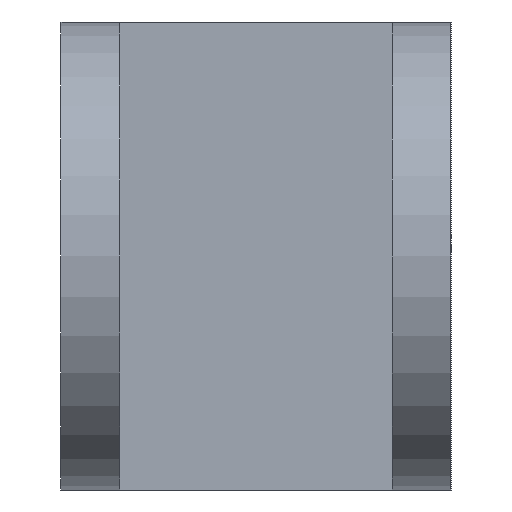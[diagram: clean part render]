
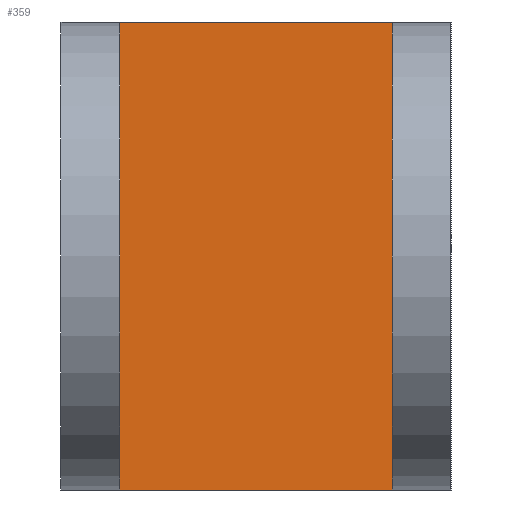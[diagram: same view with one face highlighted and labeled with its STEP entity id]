
A CAD part, left-side view. The second image highlights one B-rep face of the part: STEP entity #359.
In plain terms, the highlighted planar face has unit normal (-1, 0, 0).
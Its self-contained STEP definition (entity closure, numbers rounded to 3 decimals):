
#40 = CARTESIAN_POINT ( 'NONE',  ( 11.5, 8.5, 6. ) ) ;
#53 = LINE ( 'NONE', #190, #166 ) ;
#83 = DIRECTION ( 'NONE',  ( 1., 0., 0. ) ) ;
#98 = ORIENTED_EDGE ( 'NONE', *, *, #172, .T. ) ;
#100 = CARTESIAN_POINT ( 'NONE',  ( 11.5, 1.5, 6. ) ) ;
#116 = EDGE_CURVE ( 'NONE', #648, #595, #451, .T. ) ;
#136 = DIRECTION ( 'NONE',  ( 0., 0., -1. ) ) ;
#143 = LINE ( 'NONE', #446, #283 ) ;
#149 = CARTESIAN_POINT ( 'NONE',  ( 11.5, 1.5, -6. ) ) ;
#151 = DIRECTION ( 'NONE',  ( 0., -1., 0. ) ) ;
#162 = VECTOR ( 'NONE', #638, 1000. ) ;
#166 = VECTOR ( 'NONE', #151, 1000. ) ;
#172 = EDGE_CURVE ( 'NONE', #656, #595, #523, .T. ) ;
#190 = CARTESIAN_POINT ( 'NONE',  ( 11.5, 8.5, 6. ) ) ;
#280 = CARTESIAN_POINT ( 'NONE',  ( 11.5, 8.5, 6. ) ) ;
#283 = VECTOR ( 'NONE', #436, 1000. ) ;
#354 = ORIENTED_EDGE ( 'NONE', *, *, #415, .T. ) ;
#359 = ADVANCED_FACE ( 'NONE', ( #596 ), #379, .F. ) ;
#375 = VERTEX_POINT ( 'NONE', #280 ) ;
#379 = PLANE ( 'NONE',  #533 ) ;
#410 = CARTESIAN_POINT ( 'NONE',  ( 11.5, 8.5, -6. ) ) ;
#415 = EDGE_CURVE ( 'NONE', #375, #656, #143, .T. ) ;
#436 = DIRECTION ( 'NONE',  ( 0., 0., -1. ) ) ;
#446 = CARTESIAN_POINT ( 'NONE',  ( 11.5, 8.5, 6. ) ) ;
#451 = LINE ( 'NONE', #100, #504 ) ;
#454 = DIRECTION ( 'NONE',  ( 0., 0., -1. ) ) ;
#504 = VECTOR ( 'NONE', #454, 1000. ) ;
#523 = LINE ( 'NONE', #642, #162 ) ;
#526 = CARTESIAN_POINT ( 'NONE',  ( 11.5, 1.5, 6. ) ) ;
#533 = AXIS2_PLACEMENT_3D ( 'NONE', #40, #83, #136 ) ;
#536 = EDGE_CURVE ( 'NONE', #375, #648, #53, .T. ) ;
#584 = ORIENTED_EDGE ( 'NONE', *, *, #536, .F. ) ;
#595 = VERTEX_POINT ( 'NONE', #149 ) ;
#596 = FACE_OUTER_BOUND ( 'NONE', #597, .T. ) ;
#597 = EDGE_LOOP ( 'NONE', ( #98, #636, #584, #354 ) ) ;
#636 = ORIENTED_EDGE ( 'NONE', *, *, #116, .F. ) ;
#638 = DIRECTION ( 'NONE',  ( 0., -1., 0. ) ) ;
#642 = CARTESIAN_POINT ( 'NONE',  ( 11.5, 8.5, -6. ) ) ;
#648 = VERTEX_POINT ( 'NONE', #526 ) ;
#656 = VERTEX_POINT ( 'NONE', #410 ) ;
